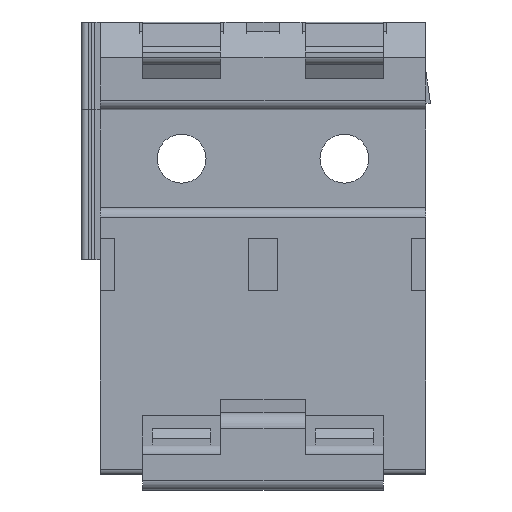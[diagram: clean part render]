
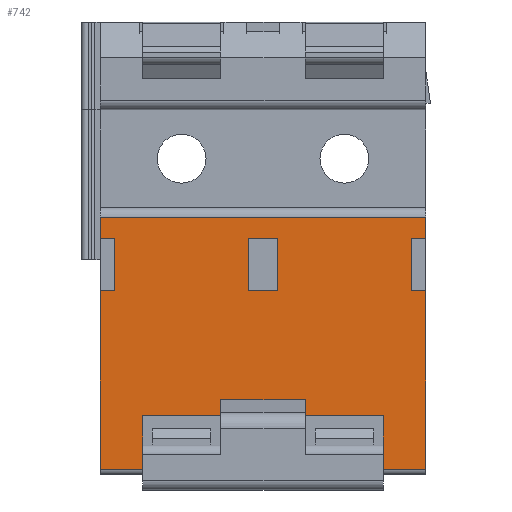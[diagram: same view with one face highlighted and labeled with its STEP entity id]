
A CAD part, front view. The second image highlights one B-rep face of the part: STEP entity #742.
In plain terms, the highlighted planar face has unit normal (0, -1, 0).
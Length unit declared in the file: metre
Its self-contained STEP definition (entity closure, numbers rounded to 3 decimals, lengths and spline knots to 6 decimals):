
#742=ADVANCED_FACE('',(#1679,#1680,#1681),#1682,.T.);
#1679=FACE_BOUND('',#2784,.T.);
#1680=FACE_BOUND('',#2785,.T.);
#1681=FACE_OUTER_BOUND('',#2786,.T.);
#1682=PLANE('',#2787);
#2090=VERTEX_POINT('',#3195);
#2116=VERTEX_POINT('',#3227);
#2130=VERTEX_POINT('',#3244);
#2172=VERTEX_POINT('',#3299);
#2784=EDGE_LOOP('',(#5000,#5001,#5002,#5003));
#2785=EDGE_LOOP('',(#5004,#5005,#5006,#5007,#5008,#5009,#5010,#5011,#5012,#5013));
#2786=EDGE_LOOP('',(#5014,#5015,#5016,#5017,#5018,#5019,#5020,#5021,#5022,#5023,#5024,#5025));
#2787=AXIS2_PLACEMENT_3D('',#5026,#5027,#5028);
#3195=CARTESIAN_POINT('',(14.326407,11.731671,0.084192));
#3227=CARTESIAN_POINT('',(14.333807,11.731671,0.084192));
#3244=CARTESIAN_POINT('',(14.331407,11.731671,0.085592));
#3299=CARTESIAN_POINT('',(14.328807,11.731671,0.085592));
#5000=ORIENTED_EDGE('',*,*,#7103,.T.);
#5001=ORIENTED_EDGE('',*,*,#7076,.T.);
#5002=ORIENTED_EDGE('',*,*,#6709,.F.);
#5003=ORIENTED_EDGE('',*,*,#7074,.F.);
#5004=ORIENTED_EDGE('',*,*,#7104,.T.);
#5005=ORIENTED_EDGE('',*,*,#7068,.F.);
#5006=ORIENTED_EDGE('',*,*,#6729,.F.);
#5007=ORIENTED_EDGE('',*,*,#6889,.T.);
#5008=ORIENTED_EDGE('',*,*,#6891,.F.);
#5009=ORIENTED_EDGE('',*,*,#6642,.F.);
#5010=ORIENTED_EDGE('',*,*,#7062,.T.);
#5011=ORIENTED_EDGE('',*,*,#7105,.T.);
#5012=ORIENTED_EDGE('',*,*,#7106,.F.);
#5013=ORIENTED_EDGE('',*,*,#7107,.T.);
#5014=ORIENTED_EDGE('',*,*,#7101,.T.);
#5015=ORIENTED_EDGE('',*,*,#7108,.T.);
#5016=ORIENTED_EDGE('',*,*,#7109,.T.);
#5017=ORIENTED_EDGE('',*,*,#6470,.T.);
#5018=ORIENTED_EDGE('',*,*,#7110,.F.);
#5019=ORIENTED_EDGE('',*,*,#7111,.T.);
#5020=ORIENTED_EDGE('',*,*,#7047,.T.);
#5021=ORIENTED_EDGE('',*,*,#6752,.F.);
#5022=ORIENTED_EDGE('',*,*,#6869,.F.);
#5023=ORIENTED_EDGE('',*,*,#6688,.F.);
#5024=ORIENTED_EDGE('',*,*,#6721,.T.);
#5025=ORIENTED_EDGE('',*,*,#6749,.F.);
#5026=CARTESIAN_POINT('',(14.315107,11.731671,0.085192));
#5027=DIRECTION('',(0.,-1.0,0.));
#5028=DIRECTION('',(0.0,0.,-1.0));
#6470=EDGE_CURVE('',#7697,#7698,#7699,.T.);
#6642=EDGE_CURVE('',#7967,#2116,#7969,.T.);
#6688=EDGE_CURVE('',#8046,#8048,#8049,.T.);
#6709=EDGE_CURVE('',#8078,#8079,#8080,.T.);
#6721=EDGE_CURVE('',#8046,#8098,#8100,.T.);
#6729=EDGE_CURVE('',#8112,#2130,#8114,.T.);
#6749=EDGE_CURVE('',#8143,#8098,#8145,.T.);
#6752=EDGE_CURVE('',#8148,#8150,#8151,.T.);
#6869=EDGE_CURVE('',#8048,#8148,#8324,.T.);
#6889=EDGE_CURVE('',#8112,#8348,#8350,.T.);
#6891=EDGE_CURVE('',#2116,#8348,#8352,.T.);
#7047=EDGE_CURVE('',#8584,#8150,#8585,.T.);
#7062=EDGE_CURVE('',#7967,#8605,#8607,.T.);
#7068=EDGE_CURVE('',#2130,#2172,#8613,.T.);
#7074=EDGE_CURVE('',#8619,#8078,#8621,.T.);
#7076=EDGE_CURVE('',#8623,#8079,#8624,.T.);
#7101=EDGE_CURVE('',#8143,#8659,#8661,.T.);
#7103=EDGE_CURVE('',#8619,#8623,#8663,.T.);
#7104=EDGE_CURVE('',#8664,#2172,#8665,.T.);
#7105=EDGE_CURVE('',#8605,#2090,#8666,.T.);
#7106=EDGE_CURVE('',#8667,#2090,#8668,.T.);
#7107=EDGE_CURVE('',#8667,#8664,#8669,.T.);
#7108=EDGE_CURVE('',#8659,#8670,#8671,.T.);
#7109=EDGE_CURVE('',#8670,#7697,#8672,.T.);
#7110=EDGE_CURVE('',#8673,#7698,#8674,.T.);
#7111=EDGE_CURVE('',#8673,#8584,#8675,.T.);
#7697=VERTEX_POINT('',#9506);
#7698=VERTEX_POINT('',#9507);
#7699=LINE('',#9508,#9509);
#7967=VERTEX_POINT('',#9923);
#7969=LINE('',#9926,#9927);
#8046=VERTEX_POINT('',#10029);
#8048=VERTEX_POINT('',#10032);
#8049=LINE('',#10033,#10034);
#8078=VERTEX_POINT('',#10071);
#8079=VERTEX_POINT('',#10072);
#8080=LINE('',#10073,#10074);
#8098=VERTEX_POINT('',#10098);
#8100=LINE('',#10101,#10102);
#8112=VERTEX_POINT('',#10118);
#8114=LINE('',#10121,#10122);
#8143=VERTEX_POINT('',#10163);
#8145=LINE('',#10165,#10166);
#8148=VERTEX_POINT('',#10170);
#8150=VERTEX_POINT('',#10173);
#8151=LINE('',#10174,#10175);
#8324=LINE('',#10419,#10420);
#8348=VERTEX_POINT('',#10454);
#8350=LINE('',#10457,#10458);
#8352=LINE('',#10460,#10461);
#8584=VERTEX_POINT('',#10809);
#8585=LINE('',#10810,#10811);
#8605=VERTEX_POINT('',#10841);
#8607=LINE('',#10844,#10845);
#8613=LINE('',#10851,#10852);
#8619=VERTEX_POINT('',#10859);
#8621=LINE('',#10862,#10863);
#8623=VERTEX_POINT('',#10865);
#8624=LINE('',#10866,#10867);
#8659=VERTEX_POINT('',#10919);
#8661=LINE('',#10921,#10922);
#8663=LINE('',#10924,#10925);
#8664=VERTEX_POINT('',#10926);
#8665=LINE('',#10927,#10928);
#8666=LINE('',#10929,#10930);
#8667=VERTEX_POINT('',#10931);
#8668=LINE('',#10932,#10933);
#8669=LINE('',#10934,#10935);
#8670=VERTEX_POINT('',#10936);
#8671=LINE('',#10937,#10938);
#8672=LINE('',#10939,#10940);
#8673=VERTEX_POINT('',#10941);
#8674=LINE('',#10942,#10943);
#8675=LINE('',#10944,#10945);
#9506=CARTESIAN_POINT('',(14.325557,11.731671,0.090542));
#9507=CARTESIAN_POINT('',(14.325557,11.731671,0.088942));
#9508=CARTESIAN_POINT('',(14.325557,11.731671,0.085192));
#9509=VECTOR('',#11790,1.0);
#9923=CARTESIAN_POINT('',(14.333807,11.731671,0.083821));
#9926=CARTESIAN_POINT('',(14.333807,11.731671,0.083442));
#9927=VECTOR('',#11979,1.0);
#10029=CARTESIAN_POINT('',(14.334657,11.731671,0.090542));
#10032=CARTESIAN_POINT('',(14.334657,11.731671,0.088942));
#10033=CARTESIAN_POINT('',(14.334657,11.731671,0.089667));
#10034=VECTOR('',#12033,1.0);
#10071=CARTESIAN_POINT('',(14.330557,11.731671,0.088942));
#10072=CARTESIAN_POINT('',(14.330557,11.731671,0.090542));
#10073=CARTESIAN_POINT('',(14.330557,11.731671,0.089667));
#10074=VECTOR('',#12060,1.0);
#10098=CARTESIAN_POINT('',(14.335107,11.731671,0.090542));
#10101=CARTESIAN_POINT('',(14.334607,11.731671,0.090542));
#10102=VECTOR('',#12074,1.0);
#10118=CARTESIAN_POINT('',(14.331407,11.731671,0.085092));
#10121=CARTESIAN_POINT('',(14.331407,11.731671,0.084742));
#10122=VECTOR('',#12080,1.0);
#10163=CARTESIAN_POINT('',(14.335107,11.731671,0.091192));
#10165=CARTESIAN_POINT('',(14.335107,11.731671,0.085192));
#10166=VECTOR('',#12102,1.0);
#10170=CARTESIAN_POINT('',(14.335107,11.731671,0.088942));
#10173=CARTESIAN_POINT('',(14.335107,11.731671,0.083442));
#10174=CARTESIAN_POINT('',(14.335107,11.731671,0.085192));
#10175=VECTOR('',#12105,1.0);
#10419=CARTESIAN_POINT('',(14.334607,11.731671,0.088942));
#10420=VECTOR('',#12213,1.0);
#10454=CARTESIAN_POINT('',(14.333807,11.731671,0.085092));
#10457=CARTESIAN_POINT('',(14.315107,11.731671,0.085092));
#10458=VECTOR('',#12228,1.0);
#10460=CARTESIAN_POINT('',(14.333807,11.731671,0.084692));
#10461=VECTOR('',#12229,1.0);
#10809=CARTESIAN_POINT('',(14.325107,11.731671,0.083442));
#10810=CARTESIAN_POINT('',(14.315107,11.731671,0.083442));
#10811=VECTOR('',#12358,1.0);
#10841=CARTESIAN_POINT('',(14.326407,11.731671,0.083821));
#10844=CARTESIAN_POINT('',(14.327607,11.731671,0.083821));
#10845=VECTOR('',#12373,1.0);
#10851=CARTESIAN_POINT('',(14.330107,11.731671,0.085592));
#10852=VECTOR('',#12374,1.0);
#10859=CARTESIAN_POINT('',(14.329657,11.731671,0.088942));
#10862=CARTESIAN_POINT('',(14.334607,11.731671,0.088942));
#10863=VECTOR('',#12377,1.0);
#10865=CARTESIAN_POINT('',(14.329657,11.731671,0.090542));
#10866=CARTESIAN_POINT('',(14.329607,11.731671,0.090542));
#10867=VECTOR('',#12378,1.0);
#10919=CARTESIAN_POINT('',(14.325107,11.731671,0.091192));
#10921=CARTESIAN_POINT('',(14.315107,11.731671,0.091192));
#10922=VECTOR('',#12402,1.0);
#10924=CARTESIAN_POINT('',(14.329657,11.731671,0.085192));
#10925=VECTOR('',#12403,1.0);
#10926=CARTESIAN_POINT('',(14.328807,11.731671,0.085092));
#10927=CARTESIAN_POINT('',(14.328807,11.731671,0.084742));
#10928=VECTOR('',#12404,1.0);
#10929=CARTESIAN_POINT('',(14.326407,11.731671,0.083442));
#10930=VECTOR('',#12405,1.0);
#10931=CARTESIAN_POINT('',(14.326407,11.731671,0.085092));
#10932=CARTESIAN_POINT('',(14.326407,11.731671,0.084692));
#10933=VECTOR('',#12406,1.0);
#10934=CARTESIAN_POINT('',(14.320107,11.731671,0.085092));
#10935=VECTOR('',#12407,1.0);
#10936=CARTESIAN_POINT('',(14.325107,11.731671,0.090542));
#10937=CARTESIAN_POINT('',(14.325107,11.731671,0.085192));
#10938=VECTOR('',#12408,1.0);
#10939=CARTESIAN_POINT('',(14.325107,11.731671,0.090542));
#10940=VECTOR('',#12409,1.0);
#10941=CARTESIAN_POINT('',(14.325107,11.731671,0.088942));
#10942=CARTESIAN_POINT('',(14.339607,11.731671,0.088942));
#10943=VECTOR('',#12410,1.0);
#10944=CARTESIAN_POINT('',(14.325107,11.731671,0.085192));
#10945=VECTOR('',#12411,1.0);
#11790=DIRECTION('',(0.,0.,-1.0));
#11979=DIRECTION('',(0.,0.,1.0));
#12033=DIRECTION('',(0.,0.,-1.0));
#12060=DIRECTION('',(0.,0.,1.0));
#12074=DIRECTION('',(1.0,0.,0.));
#12080=DIRECTION('',(0.,0.,1.0));
#12102=DIRECTION('',(0.,0.,-1.0));
#12105=DIRECTION('',(0.,0.,-1.0));
#12213=DIRECTION('',(1.0,0.,0.));
#12228=DIRECTION('',(1.0,0.,0.));
#12229=DIRECTION('',(0.,0.0,1.0));
#12358=DIRECTION('',(1.0,0.,0.));
#12373=DIRECTION('',(-1.0,0.,0.));
#12374=DIRECTION('',(-1.0,0.,0.));
#12377=DIRECTION('',(1.0,0.,0.));
#12378=DIRECTION('',(1.0,0.,0.));
#12402=DIRECTION('',(-1.0,0.,0.));
#12403=DIRECTION('',(0.,0.,1.0));
#12404=DIRECTION('',(0.,0.,1.0));
#12405=DIRECTION('',(0.,0.,1.0));
#12406=DIRECTION('',(0.,-0.0,-1.0));
#12407=DIRECTION('',(1.0,0.,0.));
#12408=DIRECTION('',(0.,0.,-1.0));
#12409=DIRECTION('',(1.0,0.,0.));
#12410=DIRECTION('',(1.0,0.,0.));
#12411=DIRECTION('',(0.,0.,-1.0));
